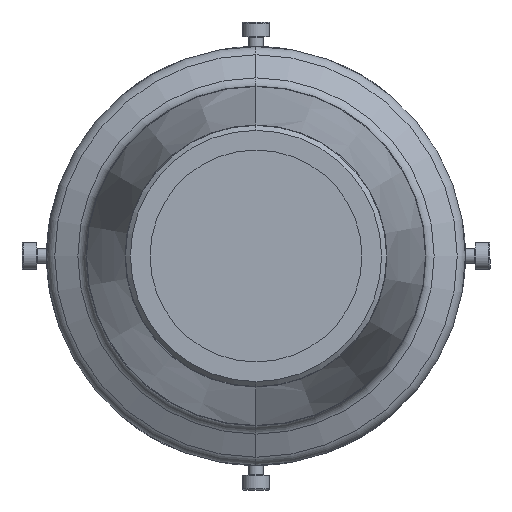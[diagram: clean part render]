
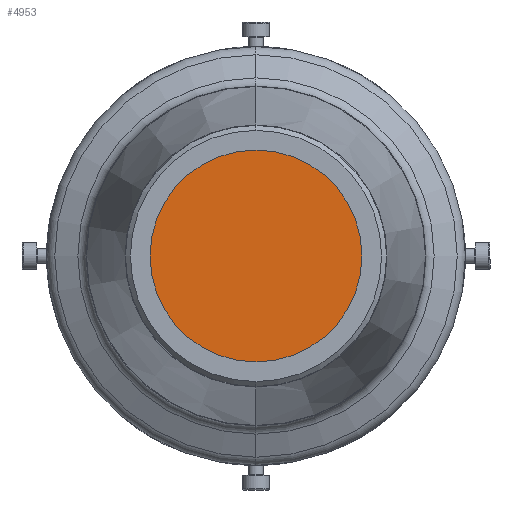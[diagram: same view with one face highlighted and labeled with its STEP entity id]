
A CAD part, left-side view. The second image highlights one B-rep face of the part: STEP entity #4953.
In plain terms, the highlighted planar face has unit normal (-1, 0, 0).
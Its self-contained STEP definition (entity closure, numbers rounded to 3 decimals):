
#2503 = EDGE_CURVE ( 'NONE', #30860, #33588, #19779, .T. ) ;
#4953 = ADVANCED_FACE ( 'NONE', ( #16101 ), #36771, .F. ) ;
#6416 = AXIS2_PLACEMENT_3D ( 'NONE', #31693, #40623, #11287 ) ;
#6664 = EDGE_LOOP ( 'NONE', ( #21623, #19717 ) ) ;
#8873 = CARTESIAN_POINT ( 'NONE',  ( 0., 0., 22.288 ) ) ;
#11287 = DIRECTION ( 'NONE',  ( 0., 0., 1. ) ) ;
#16101 = FACE_OUTER_BOUND ( 'NONE', #6664, .T. ) ;
#16846 = CIRCLE ( 'NONE', #6416, 22.288 ) ;
#19717 = ORIENTED_EDGE ( 'NONE', *, *, #45097, .T. ) ;
#19779 = CIRCLE ( 'NONE', #29348, 22.288 ) ;
#21623 = ORIENTED_EDGE ( 'NONE', *, *, #2503, .T. ) ;
#25072 = DIRECTION ( 'NONE',  ( 0., 0., -1. ) ) ;
#27164 = CARTESIAN_POINT ( 'NONE',  ( 0., 0., 0. ) ) ;
#29348 = AXIS2_PLACEMENT_3D ( 'NONE', #27164, #43738, #48352 ) ;
#30860 = VERTEX_POINT ( 'NONE', #32526 ) ;
#31693 = CARTESIAN_POINT ( 'NONE',  ( 0., 0., 0. ) ) ;
#32526 = CARTESIAN_POINT ( 'NONE',  ( 0., 0., -22.288 ) ) ;
#32964 = CARTESIAN_POINT ( 'NONE',  ( 0., 0., 0. ) ) ;
#33588 = VERTEX_POINT ( 'NONE', #8873 ) ;
#36771 = PLANE ( 'NONE',  #37829 ) ;
#37829 = AXIS2_PLACEMENT_3D ( 'NONE', #32964, #49534, #25072 ) ;
#40623 = DIRECTION ( 'NONE',  ( -1., 0., 0. ) ) ;
#43738 = DIRECTION ( 'NONE',  ( -1., 0., 0. ) ) ;
#45097 = EDGE_CURVE ( 'NONE', #33588, #30860, #16846, .T. ) ;
#48352 = DIRECTION ( 'NONE',  ( 0., 0., 1. ) ) ;
#49534 = DIRECTION ( 'NONE',  ( 1., 0., 0. ) ) ;
